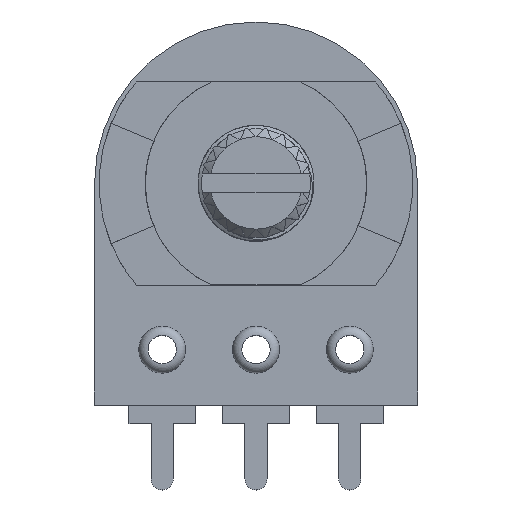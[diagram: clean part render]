
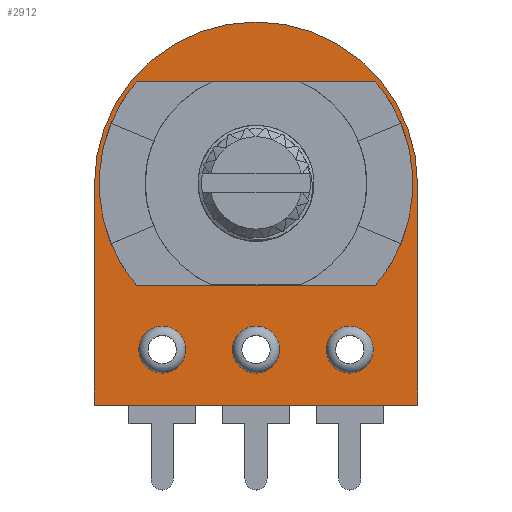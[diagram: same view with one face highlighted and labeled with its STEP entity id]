
A CAD part, top view. The second image highlights one B-rep face of the part: STEP entity #2912.
In plain terms, the highlighted planar face has unit normal (0, 0, 1).
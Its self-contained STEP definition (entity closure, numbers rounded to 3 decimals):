
#173=FACE_BOUND('',#927,.T.);
#174=FACE_BOUND('',#928,.T.);
#175=FACE_BOUND('',#929,.T.);
#189=PLANE('',#3134);
#279=LINE('',#4312,#476);
#283=LINE('',#4320,#480);
#286=LINE('',#4326,#483);
#476=VECTOR('',#3476,10.);
#480=VECTOR('',#3482,10.);
#483=VECTOR('',#3487,10.);
#738=FACE_OUTER_BOUND('',#926,.T.);
#926=EDGE_LOOP('',(#2023,#2024,#2025,#2026));
#927=EDGE_LOOP('',(#2027));
#928=EDGE_LOOP('',(#2028));
#929=EDGE_LOOP('',(#2029));
#1119=CIRCLE('',#3113,1.27);
#1122=CIRCLE('',#3117,1.27);
#1125=CIRCLE('',#3121,1.27);
#1129=CIRCLE('',#3132,8.75);
#1255=VERTEX_POINT('',#4282);
#1257=VERTEX_POINT('',#4288);
#1259=VERTEX_POINT('',#4294);
#1263=VERTEX_POINT('',#4310);
#1264=VERTEX_POINT('',#4311);
#1267=VERTEX_POINT('',#4319);
#1269=VERTEX_POINT('',#4325);
#1534=EDGE_CURVE('',#1255,#1255,#1119,.T.);
#1537=EDGE_CURVE('',#1257,#1257,#1122,.T.);
#1540=EDGE_CURVE('',#1259,#1259,#1125,.T.);
#1547=EDGE_CURVE('',#1263,#1264,#279,.T.);
#1551=EDGE_CURVE('',#1267,#1263,#283,.T.);
#1554=EDGE_CURVE('',#1269,#1267,#286,.T.);
#1557=EDGE_CURVE('',#1269,#1264,#1129,.T.);
#2023=ORIENTED_EDGE('',*,*,#1557,.T.);
#2024=ORIENTED_EDGE('',*,*,#1547,.F.);
#2025=ORIENTED_EDGE('',*,*,#1551,.F.);
#2026=ORIENTED_EDGE('',*,*,#1554,.F.);
#2027=ORIENTED_EDGE('',*,*,#1534,.T.);
#2028=ORIENTED_EDGE('',*,*,#1537,.T.);
#2029=ORIENTED_EDGE('',*,*,#1540,.T.);
#2912=ADVANCED_FACE('',(#738,#173,#174,#175),#189,.T.);
#3113=AXIS2_PLACEMENT_3D('',#4284,#3441,#3442);
#3117=AXIS2_PLACEMENT_3D('',#4290,#3449,#3450);
#3121=AXIS2_PLACEMENT_3D('',#4296,#3457,#3458);
#3132=AXIS2_PLACEMENT_3D('',#4331,#3492,#3493);
#3134=AXIS2_PLACEMENT_3D('',#4333,#3496,#3497);
#3441=DIRECTION('center_axis',(0.,0.,-1.));
#3442=DIRECTION('ref_axis',(1.,0.,0.));
#3449=DIRECTION('center_axis',(0.,0.,-1.));
#3450=DIRECTION('ref_axis',(1.,0.,0.));
#3457=DIRECTION('center_axis',(0.,0.,-1.));
#3458=DIRECTION('ref_axis',(1.,0.,0.));
#3476=DIRECTION('',(0.,1.,0.));
#3482=DIRECTION('',(-1.,0.,0.));
#3487=DIRECTION('',(0.,-1.,0.));
#3492=DIRECTION('center_axis',(0.,0.,1.));
#3493=DIRECTION('ref_axis',(1.,0.,0.));
#3496=DIRECTION('center_axis',(0.,0.,1.));
#3497=DIRECTION('ref_axis',(1.,0.,0.));
#4282=CARTESIAN_POINT('',(3.81,-9.,0.));
#4284=CARTESIAN_POINT('Origin',(5.08,-9.,0.));
#4288=CARTESIAN_POINT('',(-1.27,-9.,0.));
#4290=CARTESIAN_POINT('Origin',(0.,-9.,0.));
#4294=CARTESIAN_POINT('',(-6.35,-9.,0.));
#4296=CARTESIAN_POINT('Origin',(-5.08,-9.,0.));
#4310=CARTESIAN_POINT('',(-8.75,-12.,0.));
#4311=CARTESIAN_POINT('',(-8.75,0.,0.));
#4312=CARTESIAN_POINT('',(-8.75,-12.,0.));
#4319=CARTESIAN_POINT('',(8.75,-12.,0.));
#4320=CARTESIAN_POINT('',(8.75,-12.,0.));
#4325=CARTESIAN_POINT('',(8.75,0.,0.));
#4326=CARTESIAN_POINT('',(8.75,0.,0.));
#4331=CARTESIAN_POINT('Origin',(0.,0.,0.));
#4333=CARTESIAN_POINT('Origin',(0.,-1.625,0.));
